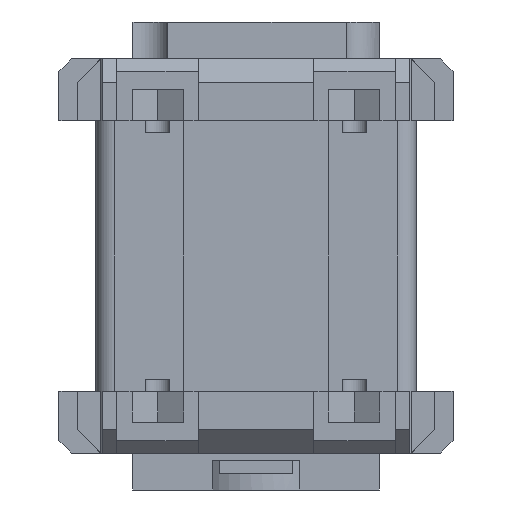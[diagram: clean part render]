
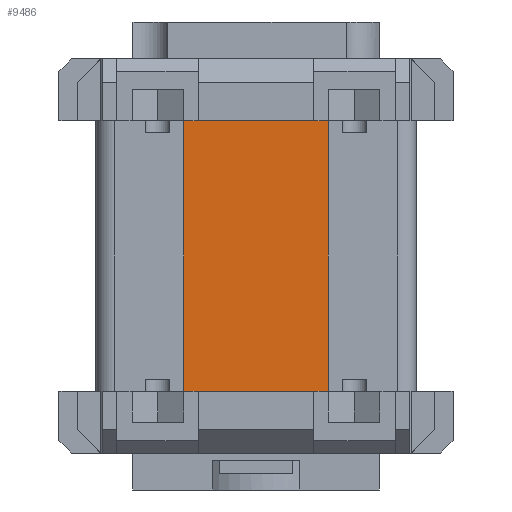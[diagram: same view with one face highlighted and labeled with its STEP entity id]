
A CAD part, front view. The second image highlights one B-rep face of the part: STEP entity #9486.
In plain terms, the highlighted planar face has unit normal (0, -1, 0).
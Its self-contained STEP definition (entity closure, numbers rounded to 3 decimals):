
#501=FACE_OUTER_BOUND('',#1039,.T.);
#1039=EDGE_LOOP('',(#7182,#7183,#7184,#7185,#7186,#7187,#7188,#7189,#7190,
#7191,#7192,#7193));
#1714=LINE('',#13723,#2909);
#1717=LINE('',#13729,#2912);
#1995=LINE('',#14333,#3190);
#1999=LINE('',#14342,#3194);
#2141=LINE('',#14683,#3336);
#2144=LINE('',#14690,#3339);
#2145=LINE('',#14692,#3340);
#2146=LINE('',#14694,#3341);
#2147=LINE('',#14695,#3342);
#2148=LINE('',#14696,#3343);
#2149=LINE('',#14698,#3344);
#2150=LINE('',#14699,#3345);
#2909=VECTOR('',#10968,1.165);
#2912=VECTOR('',#10973,1.165);
#3190=VECTOR('',#11401,1.165);
#3194=VECTOR('',#11407,1.165);
#3336=VECTOR('',#11685,22.);
#3339=VECTOR('',#11694,0.025);
#3340=VECTOR('',#11695,0.025);
#3341=VECTOR('',#11696,9.4);
#3342=VECTOR('',#11697,0.025);
#3343=VECTOR('',#11698,22.);
#3344=VECTOR('',#11699,0.025);
#3345=VECTOR('',#11700,9.4);
#4108=VERTEX_POINT('',#13721);
#4109=VERTEX_POINT('',#13722);
#4110=VERTEX_POINT('',#13727);
#4111=VERTEX_POINT('',#13728);
#4356=VERTEX_POINT('',#14331);
#4357=VERTEX_POINT('',#14332);
#4360=VERTEX_POINT('',#14340);
#4361=VERTEX_POINT('',#14341);
#4493=VERTEX_POINT('',#14689);
#4494=VERTEX_POINT('',#14691);
#4495=VERTEX_POINT('',#14693);
#4496=VERTEX_POINT('',#14697);
#5064=EDGE_CURVE('',#4108,#4109,#1714,.T.);
#5067=EDGE_CURVE('',#4110,#4111,#1717,.T.);
#5375=EDGE_CURVE('',#4356,#4357,#1995,.T.);
#5379=EDGE_CURVE('',#4360,#4361,#1999,.T.);
#5552=EDGE_CURVE('',#4111,#4361,#2141,.T.);
#5555=EDGE_CURVE('',#4110,#4493,#2144,.T.);
#5556=EDGE_CURVE('',#4494,#4360,#2145,.T.);
#5557=EDGE_CURVE('',#4495,#4494,#2146,.T.);
#5558=EDGE_CURVE('',#4357,#4495,#2147,.T.);
#5559=EDGE_CURVE('',#4108,#4356,#2148,.T.);
#5560=EDGE_CURVE('',#4496,#4109,#2149,.T.);
#5561=EDGE_CURVE('',#4493,#4496,#2150,.T.);
#7182=ORIENTED_EDGE('',*,*,#5555,.F.);
#7183=ORIENTED_EDGE('',*,*,#5067,.T.);
#7184=ORIENTED_EDGE('',*,*,#5552,.T.);
#7185=ORIENTED_EDGE('',*,*,#5379,.F.);
#7186=ORIENTED_EDGE('',*,*,#5556,.F.);
#7187=ORIENTED_EDGE('',*,*,#5557,.F.);
#7188=ORIENTED_EDGE('',*,*,#5558,.F.);
#7189=ORIENTED_EDGE('',*,*,#5375,.F.);
#7190=ORIENTED_EDGE('',*,*,#5559,.F.);
#7191=ORIENTED_EDGE('',*,*,#5064,.T.);
#7192=ORIENTED_EDGE('',*,*,#5560,.F.);
#7193=ORIENTED_EDGE('',*,*,#5561,.F.);
#9056=PLANE('',#10098);
#9486=ADVANCED_FACE('',(#501),#9056,.F.);
#10098=AXIS2_PLACEMENT_3D('',#14688,#11692,#11693);
#10968=DIRECTION('',(1.,0.,0.));
#10973=DIRECTION('',(1.,0.,0.));
#11401=DIRECTION('',(1.,0.,0.));
#11407=DIRECTION('',(1.,0.,0.));
#11685=DIRECTION('',(0.,0.,1.));
#11692=DIRECTION('center_axis',(0.,1.,0.));
#11693=DIRECTION('ref_axis',(-1.,0.,0.));
#11694=DIRECTION('',(0.,0.,1.));
#11695=DIRECTION('',(0.,0.,1.));
#11696=DIRECTION('',(1.,0.,0.));
#11697=DIRECTION('',(0.,0.,-1.));
#11698=DIRECTION('',(0.,0.,1.));
#11699=DIRECTION('',(0.,0.,-1.));
#11700=DIRECTION('',(-1.,0.,0.));
#13721=CARTESIAN_POINT('',(-5.865,-37.,-11.));
#13722=CARTESIAN_POINT('',(-4.7,-37.,-11.));
#13723=CARTESIAN_POINT('',(-5.865,-37.,-11.));
#13727=CARTESIAN_POINT('',(4.7,-37.,-11.));
#13728=CARTESIAN_POINT('',(5.865,-37.,-11.));
#13729=CARTESIAN_POINT('',(4.7,-37.,-11.));
#14331=CARTESIAN_POINT('',(-5.865,-37.,11.));
#14332=CARTESIAN_POINT('',(-4.7,-37.,11.));
#14333=CARTESIAN_POINT('',(-5.865,-37.,11.));
#14340=CARTESIAN_POINT('',(4.7,-37.,11.));
#14341=CARTESIAN_POINT('',(5.865,-37.,11.));
#14342=CARTESIAN_POINT('',(4.7,-37.,11.));
#14683=CARTESIAN_POINT('',(5.865,-37.,-11.));
#14688=CARTESIAN_POINT('Origin',(0.,-37.,16.));
#14689=CARTESIAN_POINT('',(4.7,-37.,-10.975));
#14690=CARTESIAN_POINT('',(4.7,-37.,-11.));
#14691=CARTESIAN_POINT('',(4.7,-37.,10.975));
#14692=CARTESIAN_POINT('',(4.7,-37.,10.975));
#14693=CARTESIAN_POINT('',(-4.7,-37.,10.975));
#14694=CARTESIAN_POINT('',(-4.7,-37.,10.975));
#14695=CARTESIAN_POINT('',(-4.7,-37.,11.));
#14696=CARTESIAN_POINT('',(-5.865,-37.,-11.));
#14697=CARTESIAN_POINT('',(-4.7,-37.,-10.975));
#14698=CARTESIAN_POINT('',(-4.7,-37.,-10.975));
#14699=CARTESIAN_POINT('',(4.7,-37.,-10.975));
